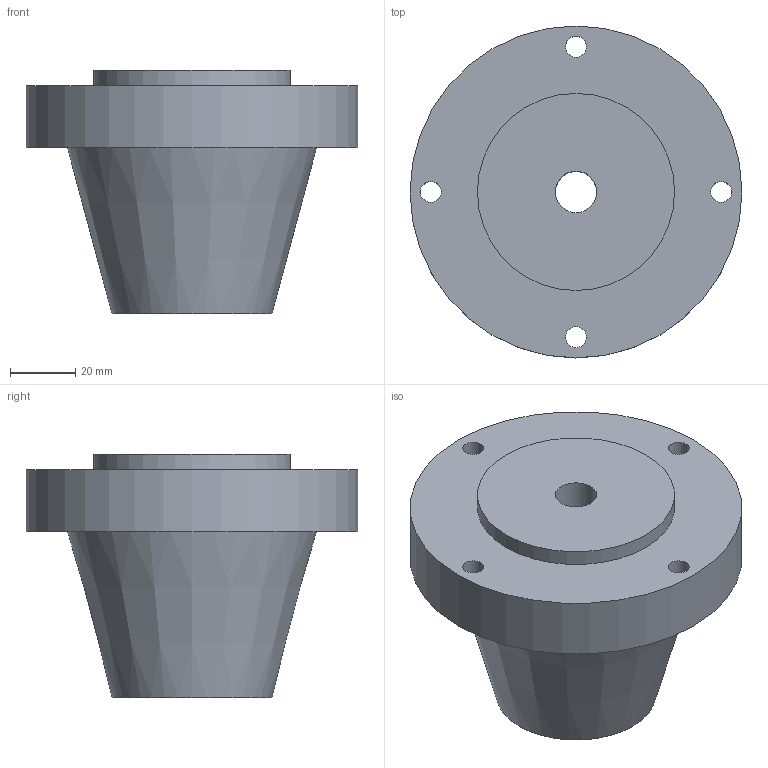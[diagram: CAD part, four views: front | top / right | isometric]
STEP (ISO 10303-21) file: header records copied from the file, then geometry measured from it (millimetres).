
FILE_DESCRIPTION((''),'2;1');
FILE_NAME('wheel_hub.stp','2012-04-25T19:30:32',('Antonella'),(''),'Autodesk Inventor 2012','Autodesk Inventor 2012','');
FILE_SCHEMA(('AUTOMOTIVE_DESIGN { 1 0 10303 214 1 1 1 1 }'));
Length unit declared in the file: inch
Products named in the file (1): wheel_hub
Bounding box: 101.6 x 101.6 x 74.61 mm (x, y, z)
Volume: 314074 mm3; surface area: 35753 mm2
Topology: 1 solids, 1 shells, 24 faces, 58 edges, 38 vertices
Faces by surface type: cylinder 13, cone 7, plane 4
Full cylindrical faces by diameter (mm): 3.683 x6, 6.401 x4, 12.7 x1, 60.325 x1, 101.6 x1
Entity records: 572 total; most frequent: DIRECTION 106, CARTESIAN_POINT 81, ORIENTED_EDGE 56, EDGE_LOOP 56, AXIS2_PLACEMENT_3D 53, FACE_BOUND 32, VERTEX_POINT 28, CIRCLE 28
